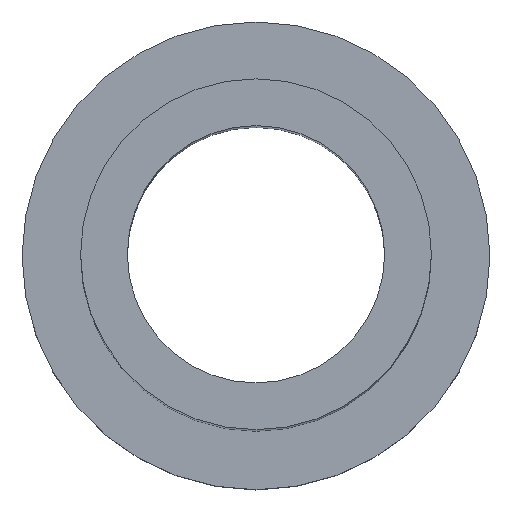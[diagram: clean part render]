
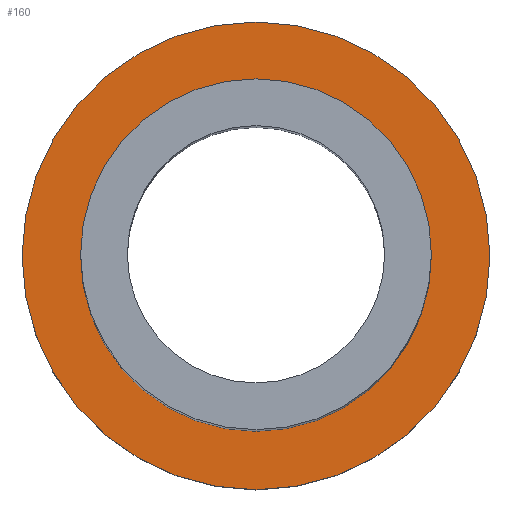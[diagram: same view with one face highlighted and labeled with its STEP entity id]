
A CAD part, top view. The second image highlights one B-rep face of the part: STEP entity #160.
In plain terms, the highlighted planar face has unit normal (0, 0, 1).
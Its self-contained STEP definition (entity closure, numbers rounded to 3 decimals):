
#16 = CARTESIAN_POINT ( 'NONE',  ( 0., 0., 5. ) ) ;
#17 = CARTESIAN_POINT ( 'NONE',  ( 0., 0., 5. ) ) ;
#26 = EDGE_CURVE ( 'NONE', #213, #101, #200, .T. ) ;
#33 = CARTESIAN_POINT ( 'NONE',  ( 0., 0., 5. ) ) ;
#54 = CARTESIAN_POINT ( 'NONE',  ( 10., 0., 5. ) ) ;
#55 = DIRECTION ( 'NONE',  ( 1., 0., 0. ) ) ;
#58 = PLANE ( 'NONE',  #112 ) ;
#59 = AXIS2_PLACEMENT_3D ( 'NONE', #33, #181, #199 ) ;
#68 = CARTESIAN_POINT ( 'NONE',  ( -10., 0., 5. ) ) ;
#73 = DIRECTION ( 'NONE',  ( 0., 0., 1. ) ) ;
#85 = VERTEX_POINT ( 'NONE', #175 ) ;
#98 = DIRECTION ( 'NONE',  ( 0., 0., 1. ) ) ;
#101 = VERTEX_POINT ( 'NONE', #68 ) ;
#103 = EDGE_LOOP ( 'NONE', ( #106, #255 ) ) ;
#106 = ORIENTED_EDGE ( 'NONE', *, *, #185, .T. ) ;
#108 = CIRCLE ( 'NONE', #59, 10. ) ;
#112 = AXIS2_PLACEMENT_3D ( 'NONE', #16, #98, #55 ) ;
#118 = CARTESIAN_POINT ( 'NONE',  ( -7.5, 0., 5. ) ) ;
#140 = CARTESIAN_POINT ( 'NONE',  ( 0., 0., 5. ) ) ;
#143 = AXIS2_PLACEMENT_3D ( 'NONE', #17, #252, #189 ) ;
#151 = EDGE_LOOP ( 'NONE', ( #277, #235 ) ) ;
#160 = ADVANCED_FACE ( 'NONE', ( #174, #246 ), #58, .T. ) ;
#170 = AXIS2_PLACEMENT_3D ( 'NONE', #140, #73, #203 ) ;
#174 = FACE_BOUND ( 'NONE', #151, .T. ) ;
#175 = CARTESIAN_POINT ( 'NONE',  ( 7.5, 0., 5. ) ) ;
#181 = DIRECTION ( 'NONE',  ( 0., 0., 1. ) ) ;
#185 = EDGE_CURVE ( 'NONE', #101, #213, #108, .T. ) ;
#189 = DIRECTION ( 'NONE',  ( 1., 0., 0. ) ) ;
#190 = CIRCLE ( 'NONE', #170, 7.5 ) ;
#199 = DIRECTION ( 'NONE',  ( 1., 0., 0. ) ) ;
#200 = CIRCLE ( 'NONE', #143, 10. ) ;
#203 = DIRECTION ( 'NONE',  ( 1., 0., 0. ) ) ;
#213 = VERTEX_POINT ( 'NONE', #54 ) ;
#217 = AXIS2_PLACEMENT_3D ( 'NONE', #267, #225, #264 ) ;
#225 = DIRECTION ( 'NONE',  ( 0., 0., 1. ) ) ;
#226 = EDGE_CURVE ( 'NONE', #260, #85, #190, .T. ) ;
#227 = CIRCLE ( 'NONE', #217, 7.5 ) ;
#235 = ORIENTED_EDGE ( 'NONE', *, *, #242, .F. ) ;
#242 = EDGE_CURVE ( 'NONE', #85, #260, #227, .T. ) ;
#246 = FACE_OUTER_BOUND ( 'NONE', #103, .T. ) ;
#252 = DIRECTION ( 'NONE',  ( 0., 0., 1. ) ) ;
#255 = ORIENTED_EDGE ( 'NONE', *, *, #26, .T. ) ;
#260 = VERTEX_POINT ( 'NONE', #118 ) ;
#264 = DIRECTION ( 'NONE',  ( 1., 0., 0. ) ) ;
#267 = CARTESIAN_POINT ( 'NONE',  ( 0., 0., 5. ) ) ;
#277 = ORIENTED_EDGE ( 'NONE', *, *, #226, .F. ) ;
